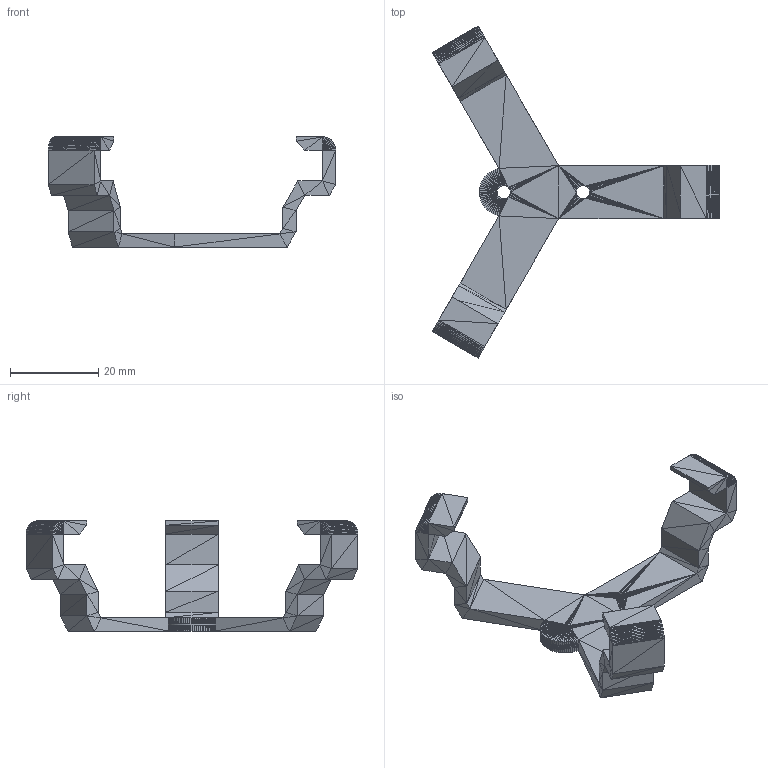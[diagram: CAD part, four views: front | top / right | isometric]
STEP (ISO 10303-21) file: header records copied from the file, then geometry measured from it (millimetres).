
FILE_DESCRIPTION (( 'STEP AP203' ), '1' );
FILE_NAME ('AnyCubic_Kossel_BLTouch_Mount.STEP', '2018-11-25T13:10:22', ( '' ), ( '' ), 'SwSTEP 2.0', 'SolidWorks 2013', '' );
FILE_SCHEMA (( 'CONFIG_CONTROL_DESIGN' ));
Length unit declared in the file: millimetre
Products named in the file (1): AnyCubic_Kossel_BLTouch_Mount
Bounding box: 65.2 x 75.28 x 25 mm (x, y, z)
Volume: 6776.4 mm3; surface area: 5776.4 mm2
Topology: 1 solids, 1 shells, 1082 faces, 1623 edges, 539 vertices
Faces by surface type: plane 1082
Entity records: 21180 total; most frequent: DIRECTION 3789, ORIENTED_EDGE 3246, CARTESIAN_POINT 3245, VECTOR 1623, LINE 1623, EDGE_CURVE 1623, AXIS2_PLACEMENT_3D 1083, PLANE 1082
